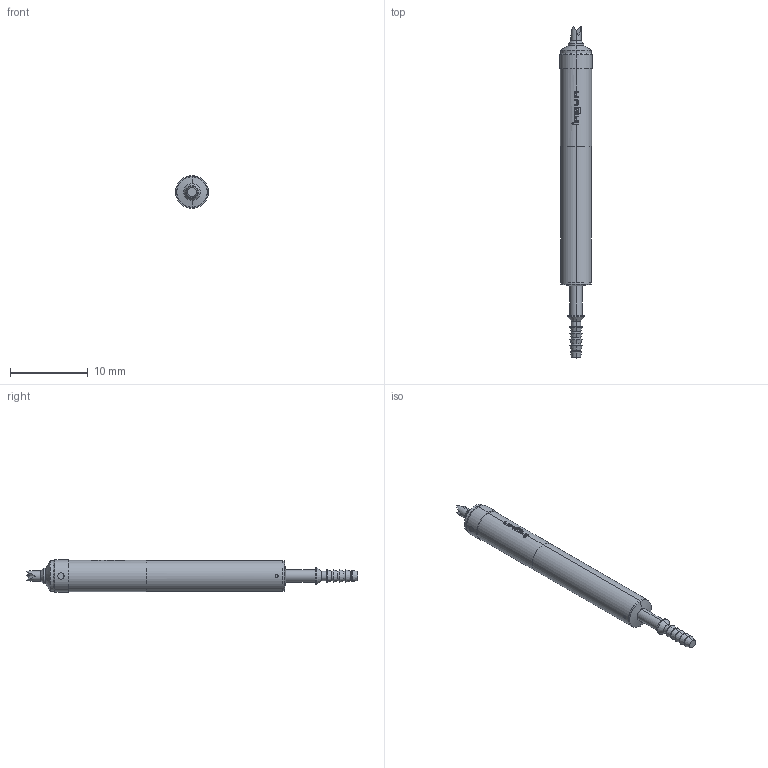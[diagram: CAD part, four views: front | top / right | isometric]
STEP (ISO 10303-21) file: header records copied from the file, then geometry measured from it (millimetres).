
FILE_DESCRIPTION (( 'STEP AP203' ), '1' );
FILE_NAME ('INGUN_PKS-420_233_130_A_xx02_1.STEP', '2022-02-21T10:53:23', ( 'ochi' ), ( '' ), 'SwSTEP 2.0', 'SolidWorks 2018', '' );
FILE_SCHEMA (( 'CONFIG_CONTROL_DESIGN' ));
Length unit declared in the file: millimetre
Products named in the file (1): INGUN_PKS-420_233_130_A_xx02_1
Bounding box: 4.2 x 42.7 x 4.2 mm (x, y, z)
Volume: 401.6 mm3; surface area: 465.6 mm2
Topology: 1 solids, 1 shells, 169 faces, 416 edges, 265 vertices
Faces by surface type: cylinder 65, plane 62, bspline 22, cone 20
Entity records: 5413 total; most frequent: CARTESIAN_POINT 1467, ORIENTED_EDGE 832, DIRECTION 774, EDGE_CURVE 416, AXIS2_PLACEMENT_3D 312, VERTEX_POINT 265, EDGE_LOOP 185, FACE_OUTER_BOUND 169
